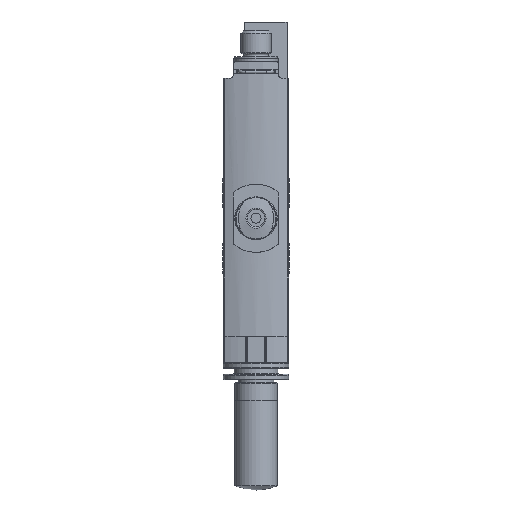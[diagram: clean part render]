
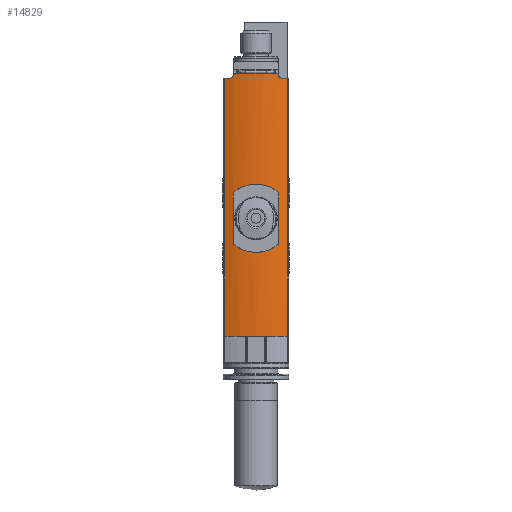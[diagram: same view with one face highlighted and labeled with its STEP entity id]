
A CAD part, front view. The second image highlights one B-rep face of the part: STEP entity #14829.
In plain terms, the highlighted cylindrical face has radius 21 mm (diameter 42 mm), a partial arc.
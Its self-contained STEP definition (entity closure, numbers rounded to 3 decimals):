
#176=B_SPLINE_CURVE_WITH_KNOTS('',3,(#20556,#20557,#20558,#20559,#20560,
#20561,#20562),.UNSPECIFIED.,.F.,.F.,(4,1,1,1,4),(0.,0.003,
0.006,0.008,0.011),
 .UNSPECIFIED.);
#177=B_SPLINE_CURVE_WITH_KNOTS('',3,(#20565,#20566,#20567,#20568),
 .UNSPECIFIED.,.F.,.F.,(4,4),(0.,0.),
 .UNSPECIFIED.);
#178=B_SPLINE_CURVE_WITH_KNOTS('',3,(#20572,#20573,#20574,#20575),
 .UNSPECIFIED.,.F.,.F.,(4,4),(0.,0.),.UNSPECIFIED.);
#179=B_SPLINE_CURVE_WITH_KNOTS('',3,(#20577,#20578,#20579,#20580,#20581,
#20582,#20583),.UNSPECIFIED.,.F.,.F.,(4,1,1,1,4),(0.,0.003,
0.006,0.008,0.011),
 .UNSPECIFIED.);
#180=B_SPLINE_CURVE_WITH_KNOTS('',3,(#20585,#20586,#20587,#20588),
 .UNSPECIFIED.,.F.,.F.,(4,4),(0.,0.),.UNSPECIFIED.);
#181=B_SPLINE_CURVE_WITH_KNOTS('',3,(#20592,#20593,#20594,#20595),
 .UNSPECIFIED.,.F.,.F.,(4,4),(0.,0.),.UNSPECIFIED.);
#182=B_SPLINE_CURVE_WITH_KNOTS('',3,(#20599,#20600,#20601,#20602,#20603),
 .UNSPECIFIED.,.F.,.F.,(4,1,4),(0.,0.001,
0.002),.UNSPECIFIED.);
#183=B_SPLINE_CURVE_WITH_KNOTS('',3,(#20615,#20616,#20617,#20618,#20619),
 .UNSPECIFIED.,.F.,.F.,(4,1,4),(0.,0.001,0.002),
 .UNSPECIFIED.);
#233=CYLINDRICAL_SURFACE('',#15587,21.);
#637=LINE('',#20570,#1587);
#638=LINE('',#20590,#1588);
#639=LINE('',#20607,#1589);
#640=LINE('',#20611,#1590);
#1587=VECTOR('',#17061,1000.);
#1588=VECTOR('',#17062,1000.);
#1589=VECTOR('',#17067,1000.);
#1590=VECTOR('',#17070,1000.);
#2592=ORIENTED_EDGE('',*,*,#5606,.T.);
#2593=ORIENTED_EDGE('',*,*,#5607,.T.);
#2594=ORIENTED_EDGE('',*,*,#5608,.T.);
#2595=ORIENTED_EDGE('',*,*,#5609,.T.);
#2596=ORIENTED_EDGE('',*,*,#5610,.T.);
#2597=ORIENTED_EDGE('',*,*,#5611,.T.);
#2598=ORIENTED_EDGE('',*,*,#5612,.T.);
#2599=ORIENTED_EDGE('',*,*,#5613,.T.);
#2600=ORIENTED_EDGE('',*,*,#5614,.F.);
#2601=ORIENTED_EDGE('',*,*,#5615,.F.);
#2602=ORIENTED_EDGE('',*,*,#5616,.F.);
#2603=ORIENTED_EDGE('',*,*,#5617,.T.);
#2604=ORIENTED_EDGE('',*,*,#5618,.T.);
#2605=ORIENTED_EDGE('',*,*,#5619,.F.);
#2606=ORIENTED_EDGE('',*,*,#5620,.F.);
#2607=ORIENTED_EDGE('',*,*,#5621,.F.);
#5606=EDGE_CURVE('',#7107,#7108,#176,.T.);
#5607=EDGE_CURVE('',#7108,#7109,#177,.T.);
#5608=EDGE_CURVE('',#7109,#7110,#637,.F.);
#5609=EDGE_CURVE('',#7110,#7111,#178,.T.);
#5610=EDGE_CURVE('',#7111,#7112,#179,.T.);
#5611=EDGE_CURVE('',#7112,#7113,#180,.T.);
#5612=EDGE_CURVE('',#7113,#7114,#638,.T.);
#5613=EDGE_CURVE('',#7114,#7107,#181,.T.);
#5614=EDGE_CURVE('',#7115,#7116,#8005,.T.);
#5615=EDGE_CURVE('',#7117,#7115,#182,.T.);
#5616=EDGE_CURVE('',#7118,#7117,#8006,.T.);
#5617=EDGE_CURVE('',#7118,#7119,#639,.T.);
#5618=EDGE_CURVE('',#7119,#7120,#8007,.T.);
#5619=EDGE_CURVE('',#7121,#7120,#640,.T.);
#5620=EDGE_CURVE('',#7122,#7121,#8008,.T.);
#5621=EDGE_CURVE('',#7116,#7122,#183,.T.);
#7107=VERTEX_POINT('',#20563);
#7108=VERTEX_POINT('',#20564);
#7109=VERTEX_POINT('',#20569);
#7110=VERTEX_POINT('',#20571);
#7111=VERTEX_POINT('',#20576);
#7112=VERTEX_POINT('',#20584);
#7113=VERTEX_POINT('',#20589);
#7114=VERTEX_POINT('',#20591);
#7115=VERTEX_POINT('',#20597);
#7116=VERTEX_POINT('',#20598);
#7117=VERTEX_POINT('',#20604);
#7118=VERTEX_POINT('',#20606);
#7119=VERTEX_POINT('',#20608);
#7120=VERTEX_POINT('',#20610);
#7121=VERTEX_POINT('',#20612);
#7122=VERTEX_POINT('',#20614);
#8005=CIRCLE('',#15588,21.);
#8006=CIRCLE('',#15589,21.);
#8007=CIRCLE('',#15590,21.);
#8008=CIRCLE('',#15591,21.);
#8516=EDGE_LOOP('',(#2592,#2593,#2594,#2595,#2596,#2597,#2598,#2599));
#8517=EDGE_LOOP('',(#2600,#2601,#2602,#2603,#2604,#2605,#2606,#2607));
#9456=FACE_BOUND('',#8516,.T.);
#9457=FACE_BOUND('',#8517,.T.);
#14829=ADVANCED_FACE('',(#9456,#9457),#233,.T.);
#15587=AXIS2_PLACEMENT_3D('',#20555,#17059,#17060);
#15588=AXIS2_PLACEMENT_3D('',#20596,#17063,#17064);
#15589=AXIS2_PLACEMENT_3D('',#20605,#17065,#17066);
#15590=AXIS2_PLACEMENT_3D('',#20609,#17068,#17069);
#15591=AXIS2_PLACEMENT_3D('',#20613,#17071,#17072);
#17059=DIRECTION('',(0.,0.,-1.));
#17060=DIRECTION('',(-1.,0.,0.));
#17061=DIRECTION('',(0.,0.,-1.));
#17062=DIRECTION('',(0.,0.,-1.));
#17063=DIRECTION('',(0.,0.,1.));
#17064=DIRECTION('',(1.,0.,0.));
#17065=DIRECTION('',(0.,0.,1.));
#17066=DIRECTION('',(1.,0.,0.));
#17067=DIRECTION('',(0.,0.,-1.));
#17068=DIRECTION('',(0.,0.,1.));
#17069=DIRECTION('',(1.,0.,0.));
#17070=DIRECTION('',(0.,0.,-1.));
#17071=DIRECTION('',(0.,0.,1.));
#17072=DIRECTION('',(1.,0.,0.));
#20555=CARTESIAN_POINT('',(0.,25.915,35.8));
#20556=CARTESIAN_POINT('',(5.075,5.538,-5.923));
#20557=CARTESIAN_POINT('',(4.377,5.364,-6.521));
#20558=CARTESIAN_POINT('',(2.786,5.044,-7.46));
#20559=CARTESIAN_POINT('',(0.004,4.851,-7.969));
#20560=CARTESIAN_POINT('',(-2.779,5.043,-7.464));
#20561=CARTESIAN_POINT('',(-4.377,5.364,-6.521));
#20562=CARTESIAN_POINT('',(-5.075,5.538,-5.923));
#20563=CARTESIAN_POINT('',(5.075,5.538,-5.923));
#20564=CARTESIAN_POINT('',(-5.075,5.538,-5.923));
#20565=CARTESIAN_POINT('',(-5.075,5.538,-5.923));
#20566=CARTESIAN_POINT('',(-5.184,5.565,-5.83));
#20567=CARTESIAN_POINT('',(-5.25,5.582,-5.689));
#20568=CARTESIAN_POINT('',(-5.25,5.582,-5.543));
#20569=CARTESIAN_POINT('',(-5.25,5.582,-5.543));
#20570=CARTESIAN_POINT('',(-5.25,5.582,35.8));
#20571=CARTESIAN_POINT('',(-5.25,5.582,5.543));
#20572=CARTESIAN_POINT('',(-5.25,5.582,5.543));
#20573=CARTESIAN_POINT('',(-5.25,5.582,5.689));
#20574=CARTESIAN_POINT('',(-5.184,5.565,5.83));
#20575=CARTESIAN_POINT('',(-5.075,5.538,5.923));
#20576=CARTESIAN_POINT('',(-5.075,5.538,5.923));
#20577=CARTESIAN_POINT('',(-5.075,5.538,5.923));
#20578=CARTESIAN_POINT('',(-4.377,5.364,6.521));
#20579=CARTESIAN_POINT('',(-2.786,5.044,7.46));
#20580=CARTESIAN_POINT('',(-0.004,4.851,7.969));
#20581=CARTESIAN_POINT('',(2.779,5.043,7.464));
#20582=CARTESIAN_POINT('',(4.377,5.364,6.521));
#20583=CARTESIAN_POINT('',(5.075,5.538,5.923));
#20584=CARTESIAN_POINT('',(5.075,5.538,5.923));
#20585=CARTESIAN_POINT('',(5.075,5.538,5.923));
#20586=CARTESIAN_POINT('',(5.184,5.565,5.83));
#20587=CARTESIAN_POINT('',(5.25,5.582,5.689));
#20588=CARTESIAN_POINT('',(5.25,5.582,5.543));
#20589=CARTESIAN_POINT('',(5.25,5.582,5.543));
#20590=CARTESIAN_POINT('',(5.25,5.582,35.8));
#20591=CARTESIAN_POINT('',(5.25,5.582,-5.543));
#20592=CARTESIAN_POINT('',(5.25,5.582,-5.543));
#20593=CARTESIAN_POINT('',(5.25,5.582,-5.689));
#20594=CARTESIAN_POINT('',(5.184,5.565,-5.83));
#20595=CARTESIAN_POINT('',(5.075,5.538,-5.923));
#20596=CARTESIAN_POINT('',(0.,25.915,33.));
#20597=CARTESIAN_POINT('',(-5.1,5.544,33.));
#20598=CARTESIAN_POINT('',(5.1,5.544,33.));
#20599=CARTESIAN_POINT('',(-6.1,5.82,32.));
#20600=CARTESIAN_POINT('',(-5.842,5.742,32.));
#20601=CARTESIAN_POINT('',(-5.33,5.6,32.205));
#20602=CARTESIAN_POINT('',(-5.1,5.544,32.731));
#20603=CARTESIAN_POINT('',(-5.1,5.544,33.));
#20604=CARTESIAN_POINT('',(-6.1,5.82,32.));
#20605=CARTESIAN_POINT('',(0.,25.915,32.));
#20606=CARTESIAN_POINT('',(-7.171,6.177,32.));
#20607=CARTESIAN_POINT('',(-7.171,6.177,35.8));
#20608=CARTESIAN_POINT('',(-7.171,6.177,-27.));
#20609=CARTESIAN_POINT('',(0.,25.915,-27.));
#20610=CARTESIAN_POINT('',(7.171,6.177,-27.));
#20611=CARTESIAN_POINT('',(7.171,6.177,35.8));
#20612=CARTESIAN_POINT('',(7.171,6.177,32.));
#20613=CARTESIAN_POINT('',(0.,25.915,32.));
#20614=CARTESIAN_POINT('',(6.1,5.82,32.));
#20615=CARTESIAN_POINT('',(5.1,5.544,33.));
#20616=CARTESIAN_POINT('',(5.1,5.544,32.731));
#20617=CARTESIAN_POINT('',(5.329,5.599,32.206));
#20618=CARTESIAN_POINT('',(5.843,5.742,32.));
#20619=CARTESIAN_POINT('',(6.1,5.82,32.));
